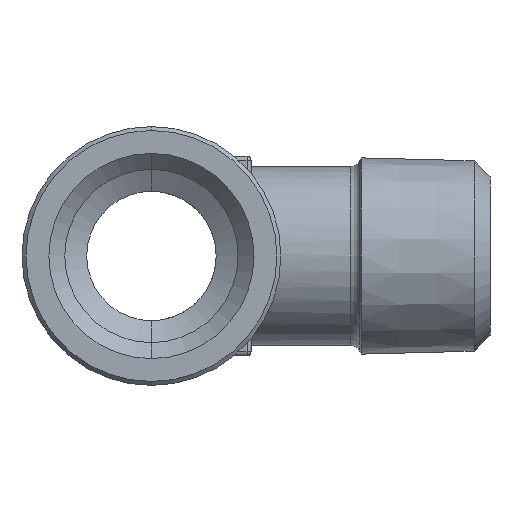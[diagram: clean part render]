
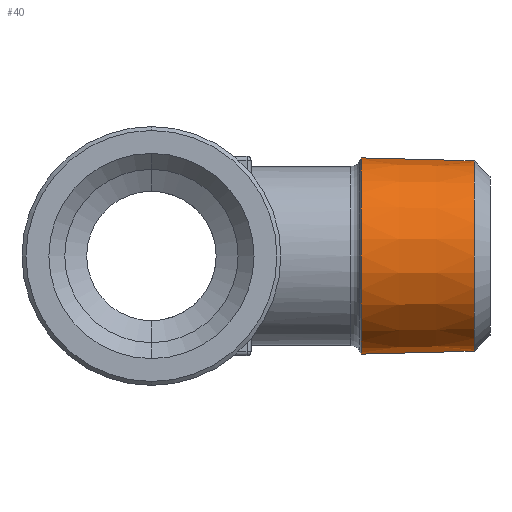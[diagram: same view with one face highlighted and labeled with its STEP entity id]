
A CAD part, left-side view. The second image highlights one B-rep face of the part: STEP entity #40.
In plain terms, the highlighted conical face has half-angle 1.47 degrees and reference radius 4.954 mm.
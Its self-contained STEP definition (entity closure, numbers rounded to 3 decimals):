
#40 = ADVANCED_FACE ( 'NONE', ( #821 ), #1988, .T. ) ;
#301 = EDGE_CURVE ( 'NONE', #1398, #1417, #1164, .T. ) ;
#812 = DIRECTION ( 'NONE',  ( 0., 0., 1. ) ) ;
#820 = CARTESIAN_POINT ( 'NONE',  ( 0., -9.5, 0. ) ) ;
#821 = FACE_OUTER_BOUND ( 'NONE', #1784, .T. ) ;
#825 = DIRECTION ( 'NONE',  ( 0., 1., 0. ) ) ;
#1141 = AXIS2_PLACEMENT_3D ( 'NONE', #3242, #3244, #3246 ) ;
#1145 = CIRCLE ( 'NONE', #1141, 4.782 ) ;
#1163 = AXIS2_PLACEMENT_3D ( 'NONE', #3173, #3174, #3175 ) ;
#1164 = CIRCLE ( 'NONE', #1163, 4.927 ) ;
#1262 = EDGE_CURVE ( 'NONE', #1473, #1432, #1145, .T. ) ;
#1398 = VERTEX_POINT ( 'NONE', #2777 ) ;
#1417 = VERTEX_POINT ( 'NONE', #2796 ) ;
#1432 = VERTEX_POINT ( 'NONE', #2811 ) ;
#1473 = VERTEX_POINT ( 'NONE', #2852 ) ;
#1496 = VECTOR ( 'NONE', #2907, 1000. ) ;
#1538 = VECTOR ( 'NONE', #2887, 1000. ) ;
#1784 = EDGE_LOOP ( 'NONE', ( #2304, #2303, #2302, #2301 ) ) ;
#1988 = CONICAL_SURFACE ( 'NONE', #1991, 4.954, 0.026 ) ;
#1991 = AXIS2_PLACEMENT_3D ( 'NONE', #820, #825, #812 ) ;
#2037 = EDGE_CURVE ( 'NONE', #1473, #1417, #2885, .T. ) ;
#2043 = EDGE_CURVE ( 'NONE', #1432, #1398, #2904, .T. ) ;
#2301 = ORIENTED_EDGE ( 'NONE', *, *, #301, .F. ) ;
#2302 = ORIENTED_EDGE ( 'NONE', *, *, #2037, .T. ) ;
#2303 = ORIENTED_EDGE ( 'NONE', *, *, #1262, .F. ) ;
#2304 = ORIENTED_EDGE ( 'NONE', *, *, #2043, .F. ) ;
#2777 = CARTESIAN_POINT ( 'NONE',  ( 0., -10.535, -4.927 ) ) ;
#2796 = CARTESIAN_POINT ( 'NONE',  ( 0., -10.535, 4.927 ) ) ;
#2811 = CARTESIAN_POINT ( 'NONE',  ( 0., -16.2, -4.782 ) ) ;
#2852 = CARTESIAN_POINT ( 'NONE',  ( 0., -16.2, 4.782 ) ) ;
#2885 = LINE ( 'NONE', #2886, #1538 ) ;
#2886 = CARTESIAN_POINT ( 'NONE',  ( 0., -9.5, 4.954 ) ) ;
#2887 = DIRECTION ( 'NONE',  ( 0., 1., 0.026 ) ) ;
#2904 = LINE ( 'NONE', #2906, #1496 ) ;
#2906 = CARTESIAN_POINT ( 'NONE',  ( 0., -9.5, -4.954 ) ) ;
#2907 = DIRECTION ( 'NONE',  ( 0., 1., -0.026 ) ) ;
#3173 = CARTESIAN_POINT ( 'NONE',  ( 0., -10.535, 0. ) ) ;
#3174 = DIRECTION ( 'NONE',  ( 0., 1., 0. ) ) ;
#3175 = DIRECTION ( 'NONE',  ( 0., 0., 1. ) ) ;
#3242 = CARTESIAN_POINT ( 'NONE',  ( 0., -16.2, 0. ) ) ;
#3244 = DIRECTION ( 'NONE',  ( 0., -1., 0. ) ) ;
#3246 = DIRECTION ( 'NONE',  ( 0., 0., -1. ) ) ;
